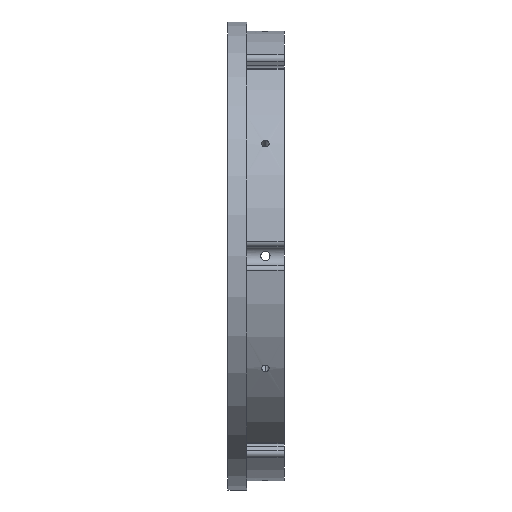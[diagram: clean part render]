
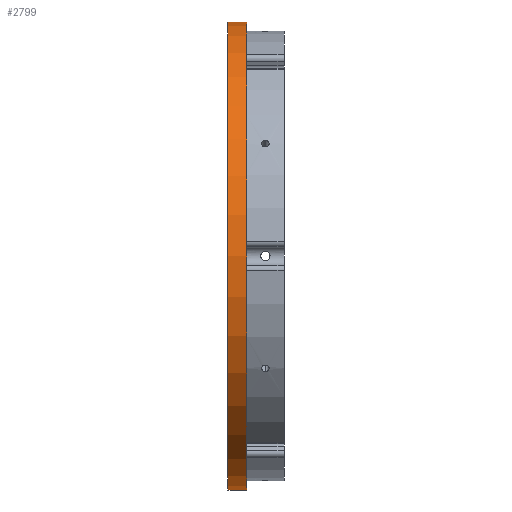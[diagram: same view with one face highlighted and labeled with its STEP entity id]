
A CAD part, left-side view. The second image highlights one B-rep face of the part: STEP entity #2799.
In plain terms, the highlighted cylindrical face has radius 79.375 mm (diameter 158.75 mm), a partial arc.
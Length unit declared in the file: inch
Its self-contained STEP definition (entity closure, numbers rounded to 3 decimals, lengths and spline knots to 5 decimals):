
#368 = VERTEX_POINT ( 'NONE', #1126 ) ;
#447 = EDGE_CURVE ( 'NONE', #1524, #1878, #3071, .T. ) ;
#540 = LINE ( 'NONE', #3770, #895 ) ;
#597 = EDGE_CURVE ( 'NONE', #368, #1019, #1799, .T. ) ;
#871 = EDGE_CURVE ( 'NONE', #368, #1878, #3355, .T. ) ;
#874 = ORIENTED_EDGE ( 'NONE', *, *, #597, .F. ) ;
#894 = ORIENTED_EDGE ( 'NONE', *, *, #871, .T. ) ;
#895 = VECTOR ( 'NONE', #4088, 39.37008 ) ;
#1019 = VERTEX_POINT ( 'NONE', #2664 ) ;
#1105 = CARTESIAN_POINT ( 'NONE',  ( 0., 0., 3.125 ) ) ;
#1126 = CARTESIAN_POINT ( 'NONE',  ( 0., -0.25, 3.125 ) ) ;
#1524 = VERTEX_POINT ( 'NONE', #3290 ) ;
#1684 = DIRECTION ( 'NONE',  ( 0., -1., 0. ) ) ;
#1799 = CIRCLE ( 'NONE', #2989, 3.125 ) ;
#1812 = AXIS2_PLACEMENT_3D ( 'NONE', #2290, #2717, #2964 ) ;
#1878 = VERTEX_POINT ( 'NONE', #1105 ) ;
#1924 = DIRECTION ( 'NONE',  ( 0., 0., 1. ) ) ;
#2110 = CARTESIAN_POINT ( 'NONE',  ( 0., -0.25, 0. ) ) ;
#2142 = VECTOR ( 'NONE', #3302, 39.37008 ) ;
#2290 = CARTESIAN_POINT ( 'NONE',  ( 0., -9.08883, 0. ) ) ;
#2463 = EDGE_LOOP ( 'NONE', ( #4395, #874, #894, #2954 ) ) ;
#2558 = CYLINDRICAL_SURFACE ( 'NONE', #1812, 3.125 ) ;
#2664 = CARTESIAN_POINT ( 'NONE',  ( 0., -0.25, -3.125 ) ) ;
#2717 = DIRECTION ( 'NONE',  ( 0., 1., 0. ) ) ;
#2799 = ADVANCED_FACE ( 'NONE', ( #4174 ), #2558, .T. ) ;
#2825 = DIRECTION ( 'NONE',  ( 0., 0., 1. ) ) ;
#2881 = CARTESIAN_POINT ( 'NONE',  ( 0., -9.08883, 3.125 ) ) ;
#2954 = ORIENTED_EDGE ( 'NONE', *, *, #447, .F. ) ;
#2964 = DIRECTION ( 'NONE',  ( 0., 0., 1. ) ) ;
#2989 = AXIS2_PLACEMENT_3D ( 'NONE', #2110, #1684, #2825 ) ;
#3056 = EDGE_CURVE ( 'NONE', #1019, #1524, #540, .T. ) ;
#3071 = CIRCLE ( 'NONE', #5111, 3.125 ) ;
#3290 = CARTESIAN_POINT ( 'NONE',  ( 0., 0., -3.125 ) ) ;
#3302 = DIRECTION ( 'NONE',  ( 0., 1., 0. ) ) ;
#3355 = LINE ( 'NONE', #2881, #2142 ) ;
#3770 = CARTESIAN_POINT ( 'NONE',  ( 0., -9.08883, -3.125 ) ) ;
#4088 = DIRECTION ( 'NONE',  ( 0., 1., 0. ) ) ;
#4174 = FACE_OUTER_BOUND ( 'NONE', #2463, .T. ) ;
#4395 = ORIENTED_EDGE ( 'NONE', *, *, #3056, .F. ) ;
#5111 = AXIS2_PLACEMENT_3D ( 'NONE', #5191, #5114, #1924 ) ;
#5114 = DIRECTION ( 'NONE',  ( 0., 1., 0. ) ) ;
#5191 = CARTESIAN_POINT ( 'NONE',  ( 0., 0., 0. ) ) ;
